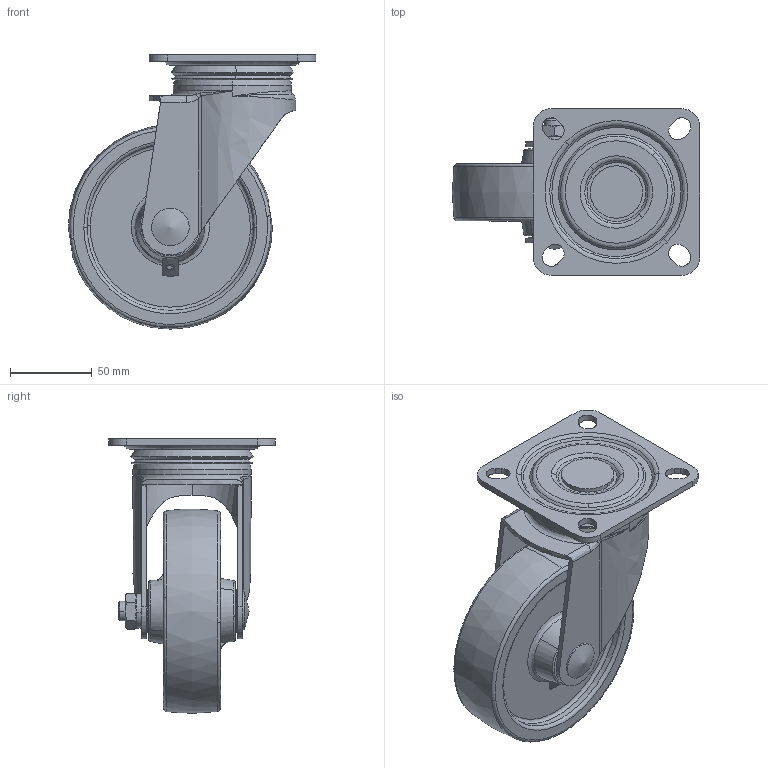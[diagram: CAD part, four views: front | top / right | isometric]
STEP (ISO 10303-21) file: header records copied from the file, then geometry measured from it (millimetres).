
FILE_DESCRIPTION((''),'2;1');
FILE_NAME('','2008-05-03T14:53:19',(''),(''),'','CADfix','');
FILE_SCHEMA(('AUTOMOTIVE_DESIGN { 1 0 10303 214 1 1 1 1 }'));
Length unit declared in the file: millimetre
Bounding box: 151.5 x 102 x 167.99 mm (x, y, z)
Volume: 502194.7 mm3; surface area: 119551.2 mm2
Topology: 5 solids, 5 shells, 253 faces, 760 edges, 531 vertices
Faces by surface type: bspline 253
Entity records: 15005 total; most frequent: CARTESIAN_POINT 10863, ORIENTED_EDGE 1504, EDGE_CURVE 752, VERTEX_POINT 531, EDGE_LOOP 293, FACE_OUTER_BOUND 253, ADVANCED_FACE 253, QUASI_UNIFORM_CURVE 203
